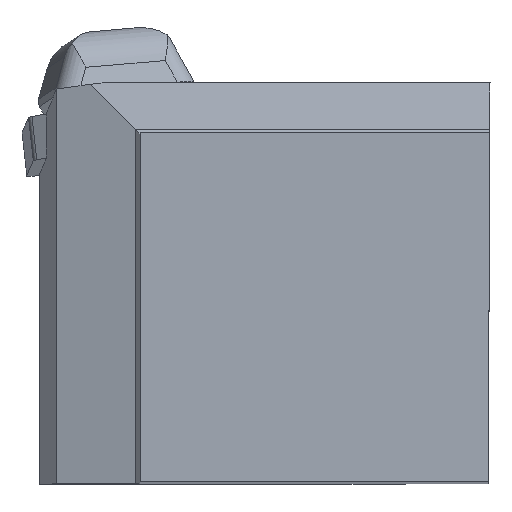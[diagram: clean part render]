
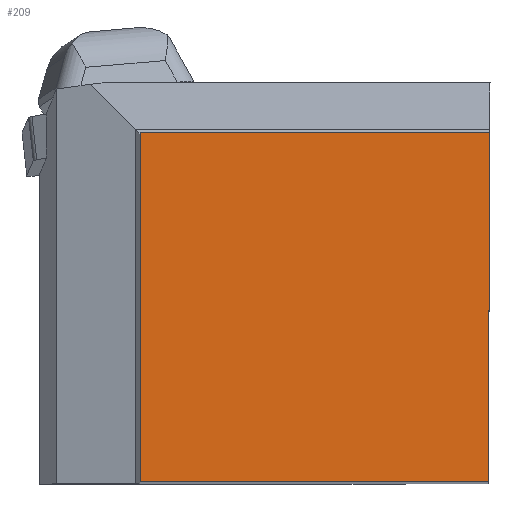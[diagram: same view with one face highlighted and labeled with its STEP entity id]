
A CAD part, top view. The second image highlights one B-rep face of the part: STEP entity #209.
In plain terms, the highlighted planar face has unit normal (0, 0, 1).
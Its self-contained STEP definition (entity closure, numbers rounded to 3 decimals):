
#144=FACE_OUTER_BOUND('',#606,.T.);
#209=ADVANCED_FACE('BLANK_BOXF006',(#144),#268,.F.);
#268=PLANE('',#1439);
#361=LINE('',#2093,#496);
#362=LINE('',#2096,#497);
#363=LINE('',#2098,#498);
#364=LINE('',#2100,#499);
#496=VECTOR('',#1656,1.);
#497=VECTOR('',#1657,1.);
#498=VECTOR('',#1658,1.);
#499=VECTOR('',#1659,1.);
#606=EDGE_LOOP('',(#769,#770,#771,#772));
#769=ORIENTED_EDGE('',*,*,#1205,.F.);
#770=ORIENTED_EDGE('',*,*,#1206,.F.);
#771=ORIENTED_EDGE('',*,*,#1207,.F.);
#772=ORIENTED_EDGE('',*,*,#1208,.F.);
#1070=VERTEX_POINT('',#2094);
#1071=VERTEX_POINT('',#2095);
#1072=VERTEX_POINT('',#2097);
#1073=VERTEX_POINT('',#2099);
#1205=EDGE_CURVE('',#1070,#1071,#361,.T.);
#1206=EDGE_CURVE('',#1072,#1070,#362,.T.);
#1207=EDGE_CURVE('',#1073,#1072,#363,.T.);
#1208=EDGE_CURVE('',#1071,#1073,#364,.T.);
#1439=AXIS2_PLACEMENT_3D('',#2101,#1660,#1661);
#1656=DIRECTION('',(0.,1.,0.));
#1657=DIRECTION('',(-1.,0.,0.));
#1658=DIRECTION('',(-0.004,-1.,0.));
#1659=DIRECTION('',(1.,0.,0.));
#1660=DIRECTION('',(0.,0.,-1.));
#1661=DIRECTION('',(-1.,0.,0.));
#2093=CARTESIAN_POINT('',(-37.973,-167.4,0.));
#2094=CARTESIAN_POINT('',(-37.973,0.,0.));
#2095=CARTESIAN_POINT('',(-37.973,37.973,0.));
#2096=CARTESIAN_POINT('',(167.4,0.,0.));
#2097=CARTESIAN_POINT('',(-0.166,0.,0.));
#2098=CARTESIAN_POINT('',(0.565,167.398,0.));
#2099=CARTESIAN_POINT('',(0.,37.973,0.));
#2100=CARTESIAN_POINT('',(-167.4,37.973,0.));
#2101=CARTESIAN_POINT('',(-65.8,-5.,0.));
